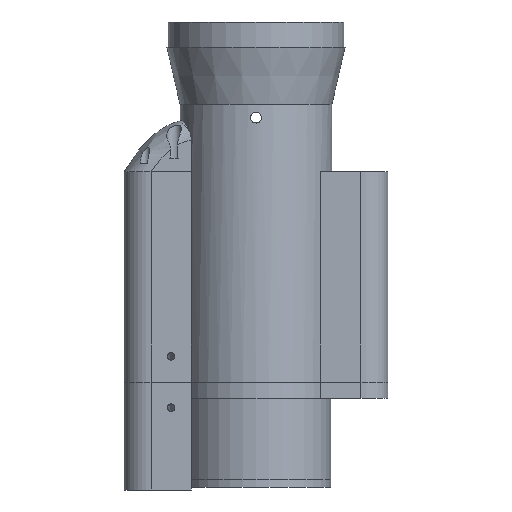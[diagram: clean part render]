
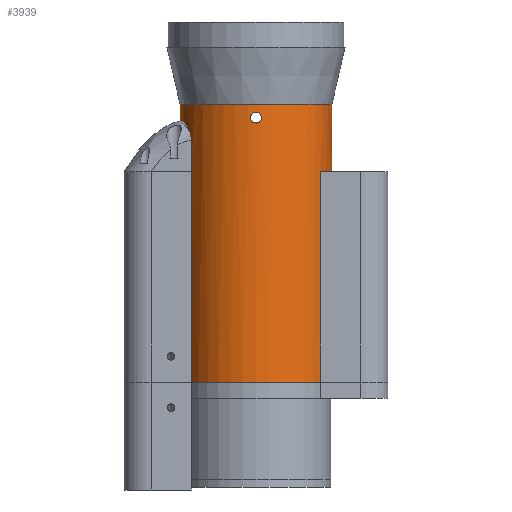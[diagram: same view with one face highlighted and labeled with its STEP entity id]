
A CAD part, front view. The second image highlights one B-rep face of the part: STEP entity #3939.
In plain terms, the highlighted cylindrical face has radius 28.15 mm (diameter 56.3 mm), a full revolution.
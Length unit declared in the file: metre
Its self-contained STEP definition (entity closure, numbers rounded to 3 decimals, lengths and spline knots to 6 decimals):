
#55=B_SPLINE_CURVE_WITH_KNOTS('',3,(#6744,#6745,#6746,#6747,#6748,#6749,
#6750,#6751,#6752,#6753,#6754),.UNSPECIFIED.,.T.,.F.,(1,1,1,1,1,1,1,1,1,
1,1,1,1,1,1),(-0.004691,-0.003127,-0.001564,
0.,0.001564,0.003127,0.004691,
0.006254,0.007818,0.009381,0.010945,
0.012508,0.014072,0.015635,0.017199),
 .UNSPECIFIED.);
#56=B_SPLINE_CURVE_WITH_KNOTS('',3,(#6756,#6757,#6758,#6759,#6760,#6761,
#6762,#6763,#6764,#6765,#6766),.UNSPECIFIED.,.T.,.F.,(1,1,1,1,1,1,1,1,1,
1,1,1,1,1,1),(-0.004691,-0.003127,-0.001564,
0.,0.001564,0.003127,0.004691,
0.006254,0.007818,0.009381,0.010945,
0.012508,0.014072,0.015635,0.017199),
 .UNSPECIFIED.);
#133=CYLINDRICAL_SURFACE('',#4393,0.02815);
#289=LINE('',#6770,#569);
#290=LINE('',#6772,#570);
#291=LINE('',#6776,#571);
#292=LINE('',#6777,#572);
#569=VECTOR('',#5160,1.);
#570=VECTOR('',#5161,1.);
#571=VECTOR('',#5164,1.);
#572=VECTOR('',#5165,1.);
#824=CIRCLE('',#4348,0.02815);
#827=CIRCLE('',#4351,0.02815);
#860=CIRCLE('',#4394,0.02815);
#861=CIRCLE('',#4395,0.02815);
#862=CIRCLE('',#4396,0.02815);
#1380=ORIENTED_EDGE('',*,*,#2240,.T.);
#1381=ORIENTED_EDGE('',*,*,#2241,.T.);
#1382=ORIENTED_EDGE('',*,*,#2242,.F.);
#1383=ORIENTED_EDGE('',*,*,#2243,.F.);
#1384=ORIENTED_EDGE('',*,*,#2167,.T.);
#1385=ORIENTED_EDGE('',*,*,#2244,.T.);
#1386=ORIENTED_EDGE('',*,*,#2245,.T.);
#1387=ORIENTED_EDGE('',*,*,#2246,.F.);
#1388=ORIENTED_EDGE('',*,*,#2173,.T.);
#1389=ORIENTED_EDGE('',*,*,#2247,.T.);
#1390=ORIENTED_EDGE('',*,*,#2248,.T.);
#2167=EDGE_CURVE('',#2649,#2648,#824,.T.);
#2173=EDGE_CURVE('',#2655,#2654,#827,.T.);
#2240=EDGE_CURVE('',#2719,#2719,#55,.T.);
#2241=EDGE_CURVE('',#2720,#2720,#56,.T.);
#2242=EDGE_CURVE('',#2721,#2721,#860,.T.);
#2243=EDGE_CURVE('',#2649,#2722,#289,.T.);
#2244=EDGE_CURVE('',#2648,#2723,#290,.T.);
#2245=EDGE_CURVE('',#2723,#2724,#861,.T.);
#2246=EDGE_CURVE('',#2655,#2724,#291,.T.);
#2247=EDGE_CURVE('',#2654,#2725,#292,.T.);
#2248=EDGE_CURVE('',#2725,#2722,#862,.T.);
#2648=VERTEX_POINT('',#6581);
#2649=VERTEX_POINT('',#6583);
#2654=VERTEX_POINT('',#6593);
#2655=VERTEX_POINT('',#6595);
#2719=VERTEX_POINT('',#6755);
#2720=VERTEX_POINT('',#6767);
#2721=VERTEX_POINT('',#6769);
#2722=VERTEX_POINT('',#6771);
#2723=VERTEX_POINT('',#6773);
#2724=VERTEX_POINT('',#6775);
#2725=VERTEX_POINT('',#6778);
#3088=EDGE_LOOP('',(#1380));
#3089=EDGE_LOOP('',(#1381));
#3090=EDGE_LOOP('',(#1382));
#3091=EDGE_LOOP('',(#1383,#1384,#1385,#1386,#1387,#1388,#1389,#1390));
#3502=FACE_BOUND('',#3088,.T.);
#3503=FACE_BOUND('',#3089,.T.);
#3504=FACE_BOUND('',#3090,.T.);
#3505=FACE_BOUND('',#3091,.T.);
#3939=ADVANCED_FACE('',(#3502,#3503,#3504,#3505),#133,.T.);
#4348=AXIS2_PLACEMENT_3D('',#6582,#5034,#5035);
#4351=AXIS2_PLACEMENT_3D('',#6594,#5043,#5044);
#4393=AXIS2_PLACEMENT_3D('',#6743,#5156,#5157);
#4394=AXIS2_PLACEMENT_3D('',#6768,#5158,#5159);
#4395=AXIS2_PLACEMENT_3D('',#6774,#5162,#5163);
#4396=AXIS2_PLACEMENT_3D('',#6779,#5166,#5167);
#5034=DIRECTION('',(0.,0.,1.));
#5035=DIRECTION('',(1.,0.,0.));
#5043=DIRECTION('',(0.,0.,1.));
#5044=DIRECTION('',(1.,0.,0.));
#5156=DIRECTION('',(0.,0.,-1.));
#5157=DIRECTION('',(-1.,0.,0.));
#5158=DIRECTION('',(0.,0.,1.));
#5159=DIRECTION('',(1.,0.,0.));
#5160=DIRECTION('',(0.,0.,1.));
#5161=DIRECTION('',(0.,0.,1.));
#5162=DIRECTION('',(0.,0.,1.));
#5163=DIRECTION('',(1.,0.,0.));
#5164=DIRECTION('',(0.,0.,1.));
#5165=DIRECTION('',(0.,0.,1.));
#5166=DIRECTION('',(0.,0.,1.));
#5167=DIRECTION('',(-1.,0.,0.));
#6581=CARTESIAN_POINT('',(-0.024018,0.014682,0.036));
#6582=CARTESIAN_POINT('',(0.,0.,0.036));
#6583=CARTESIAN_POINT('',(0.024018,0.014682,0.036));
#6593=CARTESIAN_POINT('',(0.024018,-0.014682,0.036));
#6594=CARTESIAN_POINT('',(0.,0.,0.036));
#6595=CARTESIAN_POINT('',(-0.024018,-0.014682,0.036));
#6743=CARTESIAN_POINT('',(0.,0.,0.042));
#6744=CARTESIAN_POINT('',(-0.001569,0.028114,0.132434));
#6745=CARTESIAN_POINT('',(0.,0.028168,0.131783));
#6746=CARTESIAN_POINT('',(0.001567,0.028114,0.132434));
#6747=CARTESIAN_POINT('',(0.002216,0.028061,0.133998));
#6748=CARTESIAN_POINT('',(0.001568,0.028114,0.135567));
#6749=CARTESIAN_POINT('',(0.,0.028168,0.136216));
#6750=CARTESIAN_POINT('',(-0.001565,0.028115,0.135569));
#6751=CARTESIAN_POINT('',(-0.002216,0.028061,0.134002));
#6752=CARTESIAN_POINT('',(-0.001569,0.028114,0.132434));
#6753=CARTESIAN_POINT('',(0.,0.028168,0.131783));
#6754=CARTESIAN_POINT('',(0.001567,0.028114,0.132434));
#6755=CARTESIAN_POINT('',(0.,0.02815,0.132));
#6756=CARTESIAN_POINT('',(0.001569,-0.028114,0.132434));
#6757=CARTESIAN_POINT('',(0.,-0.028168,0.131783));
#6758=CARTESIAN_POINT('',(-0.001567,-0.028114,0.132434));
#6759=CARTESIAN_POINT('',(-0.002216,-0.028061,0.133998));
#6760=CARTESIAN_POINT('',(-0.001568,-0.028114,0.135567));
#6761=CARTESIAN_POINT('',(0.,-0.028168,0.136216));
#6762=CARTESIAN_POINT('',(0.001565,-0.028115,0.135569));
#6763=CARTESIAN_POINT('',(0.002216,-0.028061,0.134002));
#6764=CARTESIAN_POINT('',(0.001569,-0.028114,0.132434));
#6765=CARTESIAN_POINT('',(0.,-0.028168,0.131783));
#6766=CARTESIAN_POINT('',(-0.001567,-0.028114,0.132434));
#6767=CARTESIAN_POINT('',(0.,-0.02815,0.132));
#6768=CARTESIAN_POINT('',(0.,0.,0.139));
#6769=CARTESIAN_POINT('',(0.02815,0.,0.139));
#6770=CARTESIAN_POINT('',(0.024018,0.014682,0.035998));
#6771=CARTESIAN_POINT('',(0.024018,0.014682,0.114));
#6772=CARTESIAN_POINT('',(-0.024018,0.014682,0.035998));
#6773=CARTESIAN_POINT('',(-0.024018,0.014682,0.114));
#6774=CARTESIAN_POINT('',(0.,0.,0.114));
#6775=CARTESIAN_POINT('',(-0.024018,-0.014682,0.114));
#6776=CARTESIAN_POINT('',(-0.024018,-0.014682,0.035998));
#6777=CARTESIAN_POINT('',(0.024018,-0.014682,0.035998));
#6778=CARTESIAN_POINT('',(0.024018,-0.014682,0.114));
#6779=CARTESIAN_POINT('',(0.,0.,0.114));
